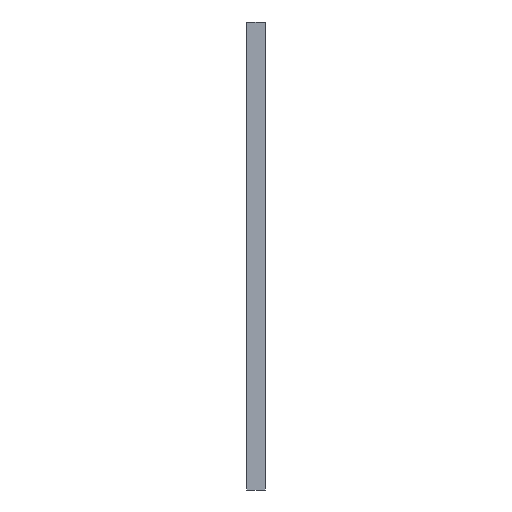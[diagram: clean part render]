
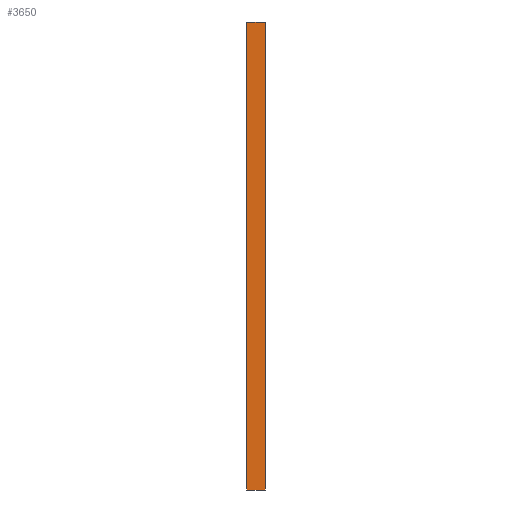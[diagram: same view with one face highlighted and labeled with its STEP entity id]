
A CAD part, left-side view. The second image highlights one B-rep face of the part: STEP entity #3650.
In plain terms, the highlighted planar face has unit normal (-1, 0, 0).
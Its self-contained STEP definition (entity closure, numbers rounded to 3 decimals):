
#160 = VECTOR ( 'NONE', #2439, 1000. ) ;
#214 = CARTESIAN_POINT ( 'NONE',  ( -240., 12.6, 162.5 ) ) ;
#275 = LINE ( 'NONE', #2658, #1957 ) ;
#772 = LINE ( 'NONE', #4159, #3958 ) ;
#1084 = CARTESIAN_POINT ( 'NONE',  ( -240., 12.6, 162.5 ) ) ;
#1111 = CARTESIAN_POINT ( 'NONE',  ( -240., 12.6, -162.5 ) ) ;
#1154 = ORIENTED_EDGE ( 'NONE', *, *, #1906, .F. ) ;
#1175 = EDGE_CURVE ( 'NONE', #2510, #1793, #3173, .T. ) ;
#1246 = ORIENTED_EDGE ( 'NONE', *, *, #1175, .T. ) ;
#1297 = VERTEX_POINT ( 'NONE', #214 ) ;
#1507 = DIRECTION ( 'NONE',  ( 1., 0., 0. ) ) ;
#1793 = VERTEX_POINT ( 'NONE', #2666 ) ;
#1822 = DIRECTION ( 'NONE',  ( 0., 0., 1. ) ) ;
#1845 = FACE_OUTER_BOUND ( 'NONE', #2831, .T. ) ;
#1906 = EDGE_CURVE ( 'NONE', #1297, #3558, #2098, .T. ) ;
#1957 = VECTOR ( 'NONE', #2001, 1000. ) ;
#2001 = DIRECTION ( 'NONE',  ( 0., 0., 1. ) ) ;
#2030 = DIRECTION ( 'NONE',  ( 0., -1., 0. ) ) ;
#2098 = LINE ( 'NONE', #1084, #2214 ) ;
#2202 = CARTESIAN_POINT ( 'NONE',  ( -240., 12.6, -162.5 ) ) ;
#2214 = VECTOR ( 'NONE', #2030, 1000. ) ;
#2227 = DIRECTION ( 'NONE',  ( 0., 0., -1. ) ) ;
#2439 = DIRECTION ( 'NONE',  ( 0., -1., 0. ) ) ;
#2510 = VERTEX_POINT ( 'NONE', #2202 ) ;
#2658 = CARTESIAN_POINT ( 'NONE',  ( -240., 12.6, -162.5 ) ) ;
#2666 = CARTESIAN_POINT ( 'NONE',  ( -240., 0., -162.5 ) ) ;
#2683 = ORIENTED_EDGE ( 'NONE', *, *, #3040, .T. ) ;
#2831 = EDGE_LOOP ( 'NONE', ( #2683, #1154, #3460, #1246 ) ) ;
#3040 = EDGE_CURVE ( 'NONE', #1793, #3558, #772, .T. ) ;
#3173 = LINE ( 'NONE', #1111, #160 ) ;
#3210 = CARTESIAN_POINT ( 'NONE',  ( -240., 12.6, -162.5 ) ) ;
#3287 = EDGE_CURVE ( 'NONE', #2510, #1297, #275, .T. ) ;
#3460 = ORIENTED_EDGE ( 'NONE', *, *, #3287, .F. ) ;
#3558 = VERTEX_POINT ( 'NONE', #3953 ) ;
#3573 = PLANE ( 'NONE',  #3830 ) ;
#3650 = ADVANCED_FACE ( 'NONE', ( #1845 ), #3573, .F. ) ;
#3830 = AXIS2_PLACEMENT_3D ( 'NONE', #3210, #1507, #2227 ) ;
#3953 = CARTESIAN_POINT ( 'NONE',  ( -240., 0., 162.5 ) ) ;
#3958 = VECTOR ( 'NONE', #1822, 1000. ) ;
#4159 = CARTESIAN_POINT ( 'NONE',  ( -240., 0., -162.5 ) ) ;
